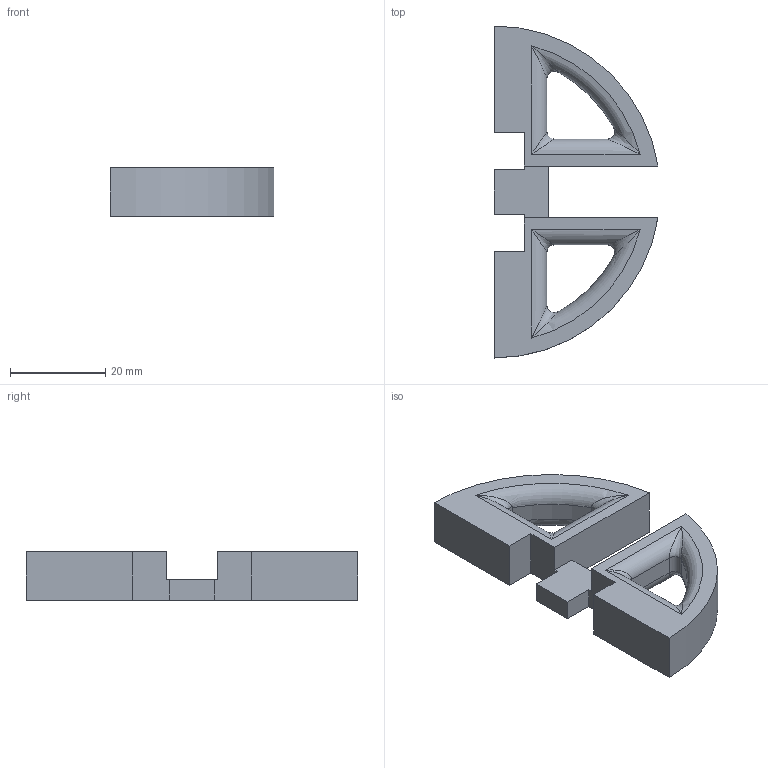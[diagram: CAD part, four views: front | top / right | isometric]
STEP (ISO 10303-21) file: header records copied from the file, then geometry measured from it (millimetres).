
FILE_DESCRIPTION(/* description */ (''),/* implementation_level */ '2;1');
FILE_NAME(/* name */ 'B.stp',/* time_stamp */ '2019-01-27T20:11:33-05:00',/* author */ ('Mark'),/* organization */ (''),/* preprocessor_version */ 'ST-DEVELOPER v16.1',/* originating_system */ 'Autodesk Inventor 2016',/* authorisation */ '');
FILE_SCHEMA (('AUTOMOTIVE_DESIGN { 1 0 10303 214 3 1 1 }'));
Length unit declared in the file: inch
Products named in the file (1): B
Bounding box: 34.5 x 69.85 x 10.16 mm (x, y, z)
Volume: 11767.6 mm3; surface area: 5697.2 mm2
Topology: 1 solids, 1 shells, 54 faces, 132 edges, 68 vertices
Faces by surface type: plane 20, cylinder 18, bspline 12, torus 4
Entity records: 2324 total; most frequent: CARTESIAN_POINT 1153, ORIENTED_EDGE 240, DIRECTION 222, EDGE_CURVE 120, AXIS2_PLACEMENT_3D 75, LINE 72, VECTOR 72, VERTEX_POINT 68
